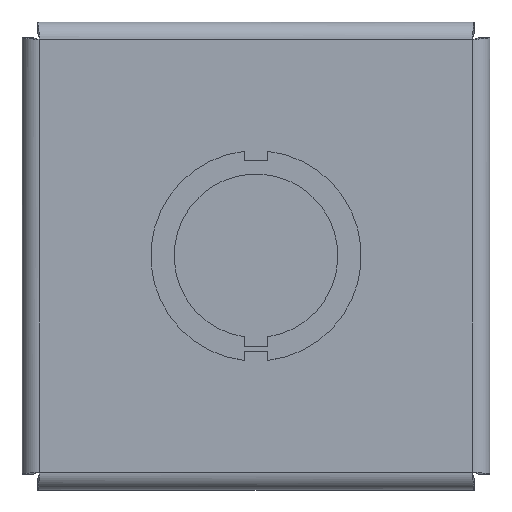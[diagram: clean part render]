
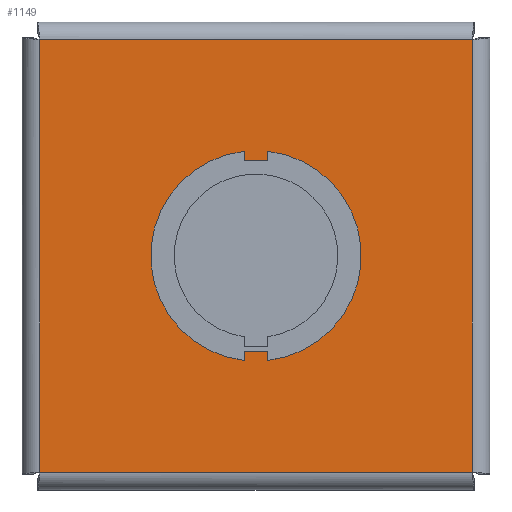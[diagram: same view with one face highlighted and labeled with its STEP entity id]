
A CAD part, top view. The second image highlights one B-rep face of the part: STEP entity #1149.
In plain terms, the highlighted planar face has unit normal (0, 0, 1).
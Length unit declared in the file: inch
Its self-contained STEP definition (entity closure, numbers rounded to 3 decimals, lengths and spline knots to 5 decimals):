
#41=FACE_BOUND('',#190,.T.);
#57=CIRCLE('',#1202,0.5625);
#59=CIRCLE('',#1208,0.5625);
#116=FACE_OUTER_BOUND('',#189,.T.);
#189=EDGE_LOOP('',(#827,#828,#829,#830));
#190=EDGE_LOOP('',(#831,#832,#833,#834,#835,#836,#837,#838));
#258=LINE('',#1582,#369);
#261=LINE('',#1588,#372);
#264=LINE('',#1594,#375);
#268=LINE('',#1606,#379);
#271=LINE('',#1612,#382);
#274=LINE('',#1616,#385);
#300=LINE('',#1679,#411);
#301=LINE('',#1681,#412);
#302=LINE('',#1683,#413);
#303=LINE('',#1684,#414);
#369=VECTOR('',#1308,0.04999);
#372=VECTOR('',#1313,0.125);
#375=VECTOR('',#1318,0.04999);
#379=VECTOR('',#1330,0.04999);
#382=VECTOR('',#1335,0.12522);
#385=VECTOR('',#1340,0.04999);
#411=VECTOR('',#1404,2.3135);
#412=VECTOR('',#1405,2.3135);
#413=VECTOR('',#1406,2.3135);
#414=VECTOR('',#1407,2.3135);
#477=VERTEX_POINT('',#1573);
#478=VERTEX_POINT('',#1575);
#480=VERTEX_POINT('',#1581);
#482=VERTEX_POINT('',#1587);
#484=VERTEX_POINT('',#1593);
#486=VERTEX_POINT('',#1599);
#488=VERTEX_POINT('',#1605);
#490=VERTEX_POINT('',#1611);
#507=VERTEX_POINT('',#1677);
#508=VERTEX_POINT('',#1678);
#509=VERTEX_POINT('',#1680);
#510=VERTEX_POINT('',#1682);
#565=EDGE_CURVE('',#478,#477,#57,.T.);
#568=EDGE_CURVE('',#480,#478,#258,.T.);
#571=EDGE_CURVE('',#482,#480,#261,.T.);
#574=EDGE_CURVE('',#484,#482,#264,.T.);
#577=EDGE_CURVE('',#486,#484,#59,.T.);
#580=EDGE_CURVE('',#488,#486,#268,.T.);
#583=EDGE_CURVE('',#490,#488,#271,.T.);
#586=EDGE_CURVE('',#477,#490,#274,.T.);
#615=EDGE_CURVE('',#507,#508,#300,.T.);
#616=EDGE_CURVE('',#508,#509,#301,.T.);
#617=EDGE_CURVE('',#509,#510,#302,.T.);
#618=EDGE_CURVE('',#510,#507,#303,.T.);
#827=ORIENTED_EDGE('',*,*,#615,.T.);
#828=ORIENTED_EDGE('',*,*,#616,.T.);
#829=ORIENTED_EDGE('',*,*,#617,.T.);
#830=ORIENTED_EDGE('',*,*,#618,.T.);
#831=ORIENTED_EDGE('',*,*,#583,.T.);
#832=ORIENTED_EDGE('',*,*,#580,.T.);
#833=ORIENTED_EDGE('',*,*,#577,.T.);
#834=ORIENTED_EDGE('',*,*,#574,.T.);
#835=ORIENTED_EDGE('',*,*,#571,.T.);
#836=ORIENTED_EDGE('',*,*,#568,.T.);
#837=ORIENTED_EDGE('',*,*,#565,.T.);
#838=ORIENTED_EDGE('',*,*,#586,.T.);
#1028=PLANE('',#1230);
#1149=ADVANCED_FACE('',(#116,#41),#1028,.T.);
#1202=AXIS2_PLACEMENT_3D('',#1576,#1302,#1303);
#1208=AXIS2_PLACEMENT_3D('',#1600,#1324,#1325);
#1230=AXIS2_PLACEMENT_3D('',#1676,#1402,#1403);
#1302=DIRECTION('center_axis',(0.,0.,-1.));
#1303=DIRECTION('ref_axis',(-0.111,0.994,0.));
#1308=DIRECTION('',(0.,1.,0.));
#1313=DIRECTION('',(1.,0.,0.));
#1318=DIRECTION('',(0.,-1.,0.));
#1324=DIRECTION('center_axis',(0.,0.,-1.));
#1325=DIRECTION('ref_axis',(0.111,-0.994,0.));
#1330=DIRECTION('',(0.,-1.,0.));
#1335=DIRECTION('',(-1.,0.,0.));
#1340=DIRECTION('',(0.,1.,0.));
#1402=DIRECTION('center_axis',(0.,0.,1.));
#1403=DIRECTION('ref_axis',(1.,0.,0.));
#1404=DIRECTION('',(1.,0.,0.));
#1405=DIRECTION('',(0.,1.,0.));
#1406=DIRECTION('',(-1.,0.,0.));
#1407=DIRECTION('',(0.,-1.,0.));
#1573=CARTESIAN_POINT('',(0.06264,-0.559,0.062));
#1575=CARTESIAN_POINT('',(0.06247,0.55902,0.062));
#1576=CARTESIAN_POINT('Origin',(0.,0.,0.062));
#1581=CARTESIAN_POINT('',(0.06247,0.50903,0.062));
#1582=CARTESIAN_POINT('',(0.06247,0.25451,0.062));
#1587=CARTESIAN_POINT('',(-0.06253,0.50902,0.062));
#1588=CARTESIAN_POINT('',(-0.03128,0.50902,0.062));
#1593=CARTESIAN_POINT('',(-0.06253,0.55901,0.062));
#1594=CARTESIAN_POINT('',(-0.06253,0.27951,0.062));
#1599=CARTESIAN_POINT('',(-0.06258,-0.55901,0.062));
#1600=CARTESIAN_POINT('Origin',(0.,0.,0.062));
#1605=CARTESIAN_POINT('',(-0.06258,-0.50901,0.062));
#1606=CARTESIAN_POINT('',(-0.06258,-0.25451,0.062));
#1611=CARTESIAN_POINT('',(0.06264,-0.50901,0.062));
#1612=CARTESIAN_POINT('',(0.03134,-0.50901,0.062));
#1616=CARTESIAN_POINT('',(0.06264,-0.2795,0.062));
#1676=CARTESIAN_POINT('Origin',(0.,0.,
0.062));
#1677=CARTESIAN_POINT('',(-1.15675,-1.15675,0.062));
#1678=CARTESIAN_POINT('',(1.15675,-1.15675,0.062));
#1679=CARTESIAN_POINT('',(-0.57838,-1.15675,0.062));
#1680=CARTESIAN_POINT('',(1.15675,1.15675,0.062));
#1681=CARTESIAN_POINT('',(1.15675,-0.57837,0.062));
#1682=CARTESIAN_POINT('',(-1.15675,1.15675,0.062));
#1683=CARTESIAN_POINT('',(0.57837,1.15675,0.062));
#1684=CARTESIAN_POINT('',(-1.15675,0.57838,0.062));
